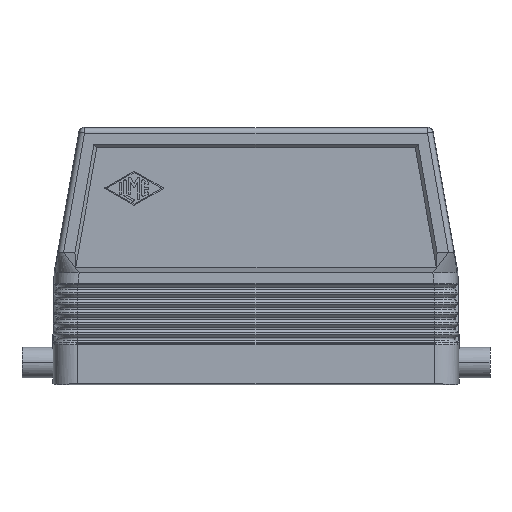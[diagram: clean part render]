
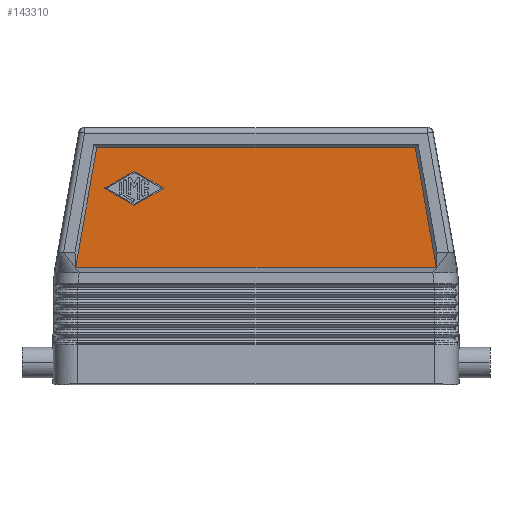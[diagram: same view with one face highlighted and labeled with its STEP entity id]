
A CAD part, left-side view. The second image highlights one B-rep face of the part: STEP entity #143310.
In plain terms, the highlighted planar face has unit normal (-1, 0, 0).
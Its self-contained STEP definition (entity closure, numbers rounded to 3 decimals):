
#141950=CARTESIAN_POINT('',(374.083,-22.843,
34.87));
#141960=VERTEX_POINT('',#141950);
#141990=CARTESIAN_POINT('',(374.083,-26.831,
12.233));
#142000=DIRECTION('',(0.,0.174,0.985));
#142010=VECTOR('',#142000,1.);
#142020=LINE('',#141990,#142010);
#142030=CARTESIAN_POINT('',(374.083,-16.613,
70.233));
#142040=VERTEX_POINT('',#142030);
#142050=EDGE_CURVE('',#141960,#142040,#142020,.T.);
#142310=CARTESIAN_POINT('',(374.083,-12.317,
48.893));
#142320=DIRECTION('',(1.,0.,0.));
#142330=DIRECTION('',(0.,1.,0.));
#142340=AXIS2_PLACEMENT_3D('',#142310,#142320,#142330);
#142350=PLANE('',#142340);
#142360=CARTESIAN_POINT('',(374.083,57.907,
58.233));
#142370=DIRECTION('',(-1.,0.,0.));
#142380=DIRECTION('',(0.,-1.,0.));
#142390=AXIS2_PLACEMENT_3D('',#142360,#142370,#142380);
#142400=CIRCLE('',#142390,0.167);
#142410=CARTESIAN_POINT('',(374.083,57.824,
58.088));
#142420=VERTEX_POINT('',#142410);
#142430=CARTESIAN_POINT('',(374.083,57.824,
58.377));
#142440=VERTEX_POINT('',#142430);
#142450=EDGE_CURVE('',#142420,#142440,#142400,.T.);
#142460=ORIENTED_EDGE('',*,*,#142450,.F.);
#142470=CARTESIAN_POINT('',(374.083,70.873,
65.836));
#142480=DIRECTION('',(0.,-0.868,-0.496));
#142490=VECTOR('',#142480,1.);
#142500=LINE('',#142470,#142490);
#142510=CARTESIAN_POINT('',(374.083,66.241,
63.188));
#142520=VERTEX_POINT('',#142510);
#142530=EDGE_CURVE('',#142520,#142440,#142500,.T.);
#142540=ORIENTED_EDGE('',*,*,#142530,.T.);
#142550=CARTESIAN_POINT('',(374.083,66.406,
62.899));
#142560=DIRECTION('',(-1.,0.,0.));
#142570=DIRECTION('',(0.,-1.,0.));
#142580=AXIS2_PLACEMENT_3D('',#142550,#142560,#142570);
#142590=CIRCLE('',#142580,0.333);
#142600=CARTESIAN_POINT('',(374.083,66.572,
63.188));
#142610=VERTEX_POINT('',#142600);
#142620=EDGE_CURVE('',#142520,#142610,#142590,.T.);
#142630=ORIENTED_EDGE('',*,*,#142620,.F.);
#142640=CARTESIAN_POINT('',(374.083,70.873,
60.73));
#142650=DIRECTION('',(0.,-0.868,0.496));
#142660=VECTOR('',#142650,1.);
#142670=LINE('',#142640,#142660);
#142680=CARTESIAN_POINT('',(374.083,74.988,
58.377));
#142690=VERTEX_POINT('',#142680);
#142700=EDGE_CURVE('',#142690,#142610,#142670,.T.);
#142710=ORIENTED_EDGE('',*,*,#142700,.T.);
#142720=CARTESIAN_POINT('',(374.083,74.905,
58.233));
#142730=DIRECTION('',(-1.,0.,0.));
#142740=DIRECTION('',(0.,-1.,0.));
#142750=AXIS2_PLACEMENT_3D('',#142720,#142730,#142740);
#142760=CIRCLE('',#142750,0.167);
#142770=CARTESIAN_POINT('',(374.083,74.988,
58.088));
#142780=VERTEX_POINT('',#142770);
#142790=EDGE_CURVE('',#142690,#142780,#142760,.T.);
#142800=ORIENTED_EDGE('',*,*,#142790,.F.);
#142810=CARTESIAN_POINT('',(374.083,70.873,
55.735));
#142820=DIRECTION('',(0.,0.868,0.496));
#142830=VECTOR('',#142820,1.);
#142840=LINE('',#142810,#142830);
#142850=CARTESIAN_POINT('',(374.083,66.572,
53.277));
#142860=VERTEX_POINT('',#142850);
#142870=EDGE_CURVE('',#142860,#142780,#142840,.T.);
#142880=ORIENTED_EDGE('',*,*,#142870,.T.);
#142890=CARTESIAN_POINT('',(374.083,66.406,
53.566));
#142900=DIRECTION('',(-1.,0.,0.));
#142910=DIRECTION('',(0.,-1.,0.));
#142920=AXIS2_PLACEMENT_3D('',#142890,#142900,#142910);
#142930=CIRCLE('',#142920,0.333);
#142940=CARTESIAN_POINT('',(374.083,66.241,
53.277));
#142950=VERTEX_POINT('',#142940);
#142960=EDGE_CURVE('',#142860,#142950,#142930,.T.);
#142970=ORIENTED_EDGE('',*,*,#142960,.F.);
#142980=CARTESIAN_POINT('',(374.083,70.873,
50.63));
#142990=DIRECTION('',(0.,0.868,-0.496));
#143000=VECTOR('',#142990,1.);
#143010=LINE('',#142980,#143000);
#143020=EDGE_CURVE('',#142420,#142950,#143010,.T.);
#143030=ORIENTED_EDGE('',*,*,#143020,.T.);
#143040=EDGE_LOOP('',(#143030,#142970,#142880,#142800,#142710,#142630,
#142540,#142460));
#143050=FACE_BOUND('',#143040,.T.);
#143060=CARTESIAN_POINT('',(374.083,44.373,
34.87));
#143070=DIRECTION('',(0.,1.,0.));
#143080=VECTOR('',#143070,1.);
#143090=LINE('',#143060,#143080);
#143100=CARTESIAN_POINT('',(374.083,83.656,
34.87));
#143110=VERTEX_POINT('',#143100);
#143120=EDGE_CURVE('',#141960,#143110,#143090,.T.);
#143130=ORIENTED_EDGE('',*,*,#143120,.F.);
#143140=CARTESIAN_POINT('',(374.083,87.644,
12.233));
#143150=DIRECTION('',(0.,-0.174,0.985));
#143160=VECTOR('',#143150,1.);
#143170=LINE('',#143140,#143160);
#143180=CARTESIAN_POINT('',(374.083,77.426,
70.233));
#143190=VERTEX_POINT('',#143180);
#143200=EDGE_CURVE('',#143110,#143190,#143170,.T.);
#143210=ORIENTED_EDGE('',*,*,#143200,.F.);
#143220=CARTESIAN_POINT('',(374.083,44.373,
70.233));
#143230=DIRECTION('',(0.,1.,0.));
#143240=VECTOR('',#143230,1.);
#143250=LINE('',#143220,#143240);
#143260=EDGE_CURVE('',#142040,#143190,#143250,.T.);
#143270=ORIENTED_EDGE('',*,*,#143260,.T.);
#143280=ORIENTED_EDGE('',*,*,#142050,.T.);
#143290=EDGE_LOOP('',(#143280,#143270,#143210,#143130));
#143300=FACE_OUTER_BOUND('',#143290,.T.);
#143310=ADVANCED_FACE('',(#143050,#143300),#142350,.F.);
